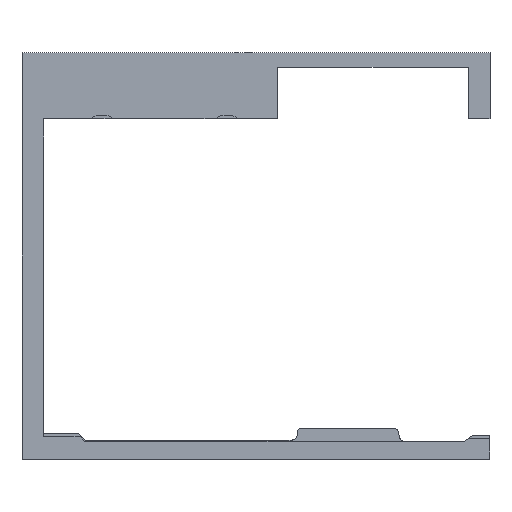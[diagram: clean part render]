
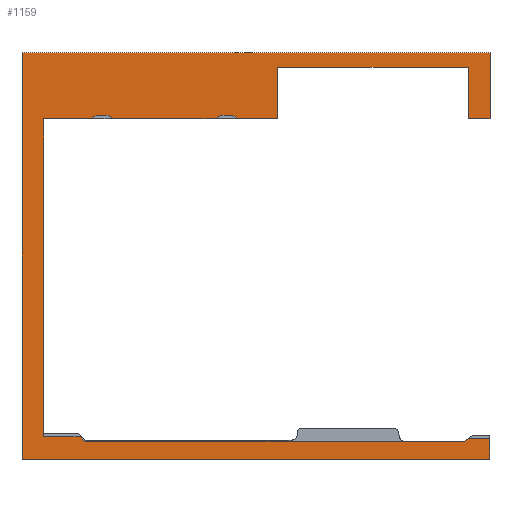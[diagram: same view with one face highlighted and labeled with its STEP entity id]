
A CAD part, front view. The second image highlights one B-rep face of the part: STEP entity #1159.
In plain terms, the highlighted planar face has unit normal (0, -1, 0).
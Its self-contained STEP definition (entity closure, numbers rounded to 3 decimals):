
#27=CIRCLE('',#1246,5.696);
#28=CIRCLE('',#1247,6.509);
#29=CIRCLE('',#1248,5.696);
#30=CIRCLE('',#1249,6.509);
#55=FACE_OUTER_BOUND('',#118,.T.);
#118=EDGE_LOOP('',(#788,#789,#790,#791,#792,#793,#794,#795,#796,#797,#798,
#799,#800,#801,#802,#803,#804,#805,#806,#807,#808,#809,#810,#811,#812,#813,
#814,#815));
#179=LINE('',#1658,#329);
#187=LINE('',#1675,#337);
#192=LINE('',#1685,#342);
#197=LINE('',#1695,#347);
#199=LINE('',#1699,#349);
#200=LINE('',#1700,#350);
#201=LINE('',#1702,#351);
#202=LINE('',#1704,#352);
#203=LINE('',#1706,#353);
#204=LINE('',#1708,#354);
#205=LINE('',#1710,#355);
#206=LINE('',#1712,#356);
#207=LINE('',#1714,#357);
#208=LINE('',#1716,#358);
#209=LINE('',#1720,#359);
#210=LINE('',#1724,#360);
#211=LINE('',#1726,#361);
#212=LINE('',#1728,#362);
#213=LINE('',#1732,#363);
#214=LINE('',#1736,#364);
#215=LINE('',#1738,#365);
#216=LINE('',#1740,#366);
#217=LINE('',#1742,#367);
#218=LINE('',#1743,#368);
#329=VECTOR('',#1332,10.);
#337=VECTOR('',#1342,10.);
#342=VECTOR('',#1351,10.);
#347=VECTOR('',#1360,10.);
#349=VECTOR('',#1364,10.);
#350=VECTOR('',#1365,10.);
#351=VECTOR('',#1366,10.);
#352=VECTOR('',#1367,10.);
#353=VECTOR('',#1368,10.);
#354=VECTOR('',#1369,10.);
#355=VECTOR('',#1370,10.);
#356=VECTOR('',#1371,10.);
#357=VECTOR('',#1372,10.);
#358=VECTOR('',#1373,10.);
#359=VECTOR('',#1376,10.);
#360=VECTOR('',#1379,10.);
#361=VECTOR('',#1380,10.);
#362=VECTOR('',#1381,10.);
#363=VECTOR('',#1384,10.);
#364=VECTOR('',#1387,10.);
#365=VECTOR('',#1388,10.);
#366=VECTOR('',#1389,10.);
#367=VECTOR('',#1390,10.);
#368=VECTOR('',#1391,10.);
#479=VERTEX_POINT('',#1655);
#480=VERTEX_POINT('',#1657);
#487=VERTEX_POINT('',#1672);
#488=VERTEX_POINT('',#1674);
#491=VERTEX_POINT('',#1684);
#494=VERTEX_POINT('',#1694);
#495=VERTEX_POINT('',#1698);
#496=VERTEX_POINT('',#1701);
#497=VERTEX_POINT('',#1703);
#498=VERTEX_POINT('',#1705);
#499=VERTEX_POINT('',#1707);
#500=VERTEX_POINT('',#1709);
#501=VERTEX_POINT('',#1711);
#502=VERTEX_POINT('',#1713);
#503=VERTEX_POINT('',#1715);
#504=VERTEX_POINT('',#1717);
#505=VERTEX_POINT('',#1719);
#506=VERTEX_POINT('',#1721);
#507=VERTEX_POINT('',#1723);
#508=VERTEX_POINT('',#1725);
#509=VERTEX_POINT('',#1727);
#510=VERTEX_POINT('',#1729);
#511=VERTEX_POINT('',#1731);
#512=VERTEX_POINT('',#1733);
#513=VERTEX_POINT('',#1735);
#514=VERTEX_POINT('',#1737);
#515=VERTEX_POINT('',#1739);
#516=VERTEX_POINT('',#1741);
#590=EDGE_CURVE('',#480,#479,#179,.T.);
#598=EDGE_CURVE('',#488,#487,#187,.T.);
#603=EDGE_CURVE('',#488,#491,#192,.T.);
#608=EDGE_CURVE('',#480,#494,#197,.T.);
#610=EDGE_CURVE('',#495,#487,#199,.T.);
#611=EDGE_CURVE('',#494,#495,#200,.T.);
#612=EDGE_CURVE('',#496,#479,#201,.T.);
#613=EDGE_CURVE('',#497,#496,#202,.T.);
#614=EDGE_CURVE('',#498,#497,#203,.T.);
#615=EDGE_CURVE('',#499,#498,#204,.T.);
#616=EDGE_CURVE('',#500,#499,#205,.T.);
#617=EDGE_CURVE('',#501,#500,#206,.T.);
#618=EDGE_CURVE('',#502,#501,#207,.T.);
#619=EDGE_CURVE('',#503,#502,#208,.T.);
#620=EDGE_CURVE('',#504,#503,#27,.T.);
#621=EDGE_CURVE('',#505,#504,#209,.T.);
#622=EDGE_CURVE('',#506,#505,#28,.T.);
#623=EDGE_CURVE('',#507,#506,#210,.T.);
#624=EDGE_CURVE('',#508,#507,#211,.T.);
#625=EDGE_CURVE('',#509,#508,#212,.T.);
#626=EDGE_CURVE('',#510,#509,#29,.T.);
#627=EDGE_CURVE('',#511,#510,#213,.T.);
#628=EDGE_CURVE('',#512,#511,#30,.T.);
#629=EDGE_CURVE('',#513,#512,#214,.T.);
#630=EDGE_CURVE('',#513,#514,#215,.T.);
#631=EDGE_CURVE('',#514,#515,#216,.T.);
#632=EDGE_CURVE('',#515,#516,#217,.T.);
#633=EDGE_CURVE('',#516,#491,#218,.T.);
#788=ORIENTED_EDGE('',*,*,#598,.T.);
#789=ORIENTED_EDGE('',*,*,#610,.F.);
#790=ORIENTED_EDGE('',*,*,#611,.F.);
#791=ORIENTED_EDGE('',*,*,#608,.F.);
#792=ORIENTED_EDGE('',*,*,#590,.T.);
#793=ORIENTED_EDGE('',*,*,#612,.F.);
#794=ORIENTED_EDGE('',*,*,#613,.F.);
#795=ORIENTED_EDGE('',*,*,#614,.F.);
#796=ORIENTED_EDGE('',*,*,#615,.F.);
#797=ORIENTED_EDGE('',*,*,#616,.F.);
#798=ORIENTED_EDGE('',*,*,#617,.F.);
#799=ORIENTED_EDGE('',*,*,#618,.F.);
#800=ORIENTED_EDGE('',*,*,#619,.F.);
#801=ORIENTED_EDGE('',*,*,#620,.F.);
#802=ORIENTED_EDGE('',*,*,#621,.F.);
#803=ORIENTED_EDGE('',*,*,#622,.F.);
#804=ORIENTED_EDGE('',*,*,#623,.F.);
#805=ORIENTED_EDGE('',*,*,#624,.F.);
#806=ORIENTED_EDGE('',*,*,#625,.F.);
#807=ORIENTED_EDGE('',*,*,#626,.F.);
#808=ORIENTED_EDGE('',*,*,#627,.F.);
#809=ORIENTED_EDGE('',*,*,#628,.F.);
#810=ORIENTED_EDGE('',*,*,#629,.F.);
#811=ORIENTED_EDGE('',*,*,#630,.T.);
#812=ORIENTED_EDGE('',*,*,#631,.T.);
#813=ORIENTED_EDGE('',*,*,#632,.T.);
#814=ORIENTED_EDGE('',*,*,#633,.T.);
#815=ORIENTED_EDGE('',*,*,#603,.F.);
#1108=PLANE('',#1245);
#1159=ADVANCED_FACE('',(#55),#1108,.F.);
#1245=AXIS2_PLACEMENT_3D('',#1697,#1362,#1363);
#1246=AXIS2_PLACEMENT_3D('',#1718,#1374,#1375);
#1247=AXIS2_PLACEMENT_3D('',#1722,#1377,#1378);
#1248=AXIS2_PLACEMENT_3D('',#1730,#1382,#1383);
#1249=AXIS2_PLACEMENT_3D('',#1734,#1385,#1386);
#1332=DIRECTION('',(0.,0.,1.));
#1342=DIRECTION('',(0.,0.,1.));
#1351=DIRECTION('',(-1.,0.,0.));
#1360=DIRECTION('',(-1.,0.,0.));
#1362=DIRECTION('center_axis',(0.,1.,0.));
#1363=DIRECTION('ref_axis',(0.,0.,1.));
#1364=DIRECTION('',(1.,0.,0.));
#1365=DIRECTION('',(0.,0.,1.));
#1366=DIRECTION('',(1.,0.,0.));
#1367=DIRECTION('',(0.801,0.,0.599));
#1368=DIRECTION('',(1.,0.,0.));
#1369=DIRECTION('',(0.603,0.,-0.798));
#1370=DIRECTION('',(1.,0.,0.));
#1371=DIRECTION('',(0.,0.,-1.));
#1372=DIRECTION('',(-1.,0.,0.));
#1373=DIRECTION('',(-0.653,0.,-0.757));
#1374=DIRECTION('center_axis',(0.,-1.,0.));
#1375=DIRECTION('ref_axis',(0.659,0.,-0.752));
#1376=DIRECTION('',(-1.,0.,0.));
#1377=DIRECTION('center_axis',(0.,-1.,0.));
#1378=DIRECTION('ref_axis',(-0.217,0.,-0.976));
#1379=DIRECTION('',(-0.757,0.,0.653));
#1380=DIRECTION('',(-1.,0.,0.));
#1381=DIRECTION('',(-0.652,0.,-0.758));
#1382=DIRECTION('center_axis',(0.,-1.,0.));
#1383=DIRECTION('ref_axis',(0.659,0.,-0.752));
#1384=DIRECTION('',(-1.,0.,0.));
#1385=DIRECTION('center_axis',(0.,-1.,0.));
#1386=DIRECTION('ref_axis',(-0.217,0.,-0.976));
#1387=DIRECTION('',(-0.758,0.,0.652));
#1388=DIRECTION('',(1.,0.,0.));
#1389=DIRECTION('',(0.,0.,1.));
#1390=DIRECTION('',(1.,0.,0.));
#1391=DIRECTION('',(0.,0.,-1.));
#1655=CARTESIAN_POINT('',(36.235,0.,-64.587));
#1657=CARTESIAN_POINT('',(36.235,0.,-72.751));
#1658=CARTESIAN_POINT('',(36.235,0.,7.013));
#1672=CARTESIAN_POINT('',(36.235,0.,86.778));
#1674=CARTESIAN_POINT('',(36.235,0.,60.778));
#1675=CARTESIAN_POINT('',(36.235,0.,7.013));
#1684=CARTESIAN_POINT('',(27.735,0.,60.778));
#1685=CARTESIAN_POINT('',(46.461,0.,60.778));
#1694=CARTESIAN_POINT('',(-147.365,0.,-72.751));
#1695=CARTESIAN_POINT('',(156.235,0.,-72.751));
#1697=CARTESIAN_POINT('Origin',(4.435,0.,7.013));
#1698=CARTESIAN_POINT('',(-147.365,0.,86.778));
#1699=CARTESIAN_POINT('',(-147.365,0.,86.778));
#1700=CARTESIAN_POINT('',(-147.365,0.,-72.751));
#1701=CARTESIAN_POINT('',(27.735,0.,-64.587));
#1702=CARTESIAN_POINT('',(27.735,0.,-64.587));
#1703=CARTESIAN_POINT('',(26.235,0.,-65.708));
#1704=CARTESIAN_POINT('',(26.235,0.,-65.708));
#1705=CARTESIAN_POINT('',(-122.836,0.,-65.708));
#1706=CARTESIAN_POINT('',(-122.836,0.,-65.708));
#1707=CARTESIAN_POINT('',(-124.19,0.,-63.915));
#1708=CARTESIAN_POINT('',(-124.19,0.,-63.915));
#1709=CARTESIAN_POINT('',(-138.865,0.,-63.915));
#1710=CARTESIAN_POINT('',(-138.865,0.,-63.915));
#1711=CARTESIAN_POINT('',(-138.865,0.,60.778));
#1712=CARTESIAN_POINT('',(-138.865,0.,60.778));
#1713=CARTESIAN_POINT('',(-120.421,0.,60.778));
#1714=CARTESIAN_POINT('',(-120.421,0.,60.778));
#1715=CARTESIAN_POINT('',(-120.396,0.,60.807));
#1716=CARTESIAN_POINT('',(-120.396,0.,60.807));
#1717=CARTESIAN_POINT('',(-116.827,0.,62.216));
#1718=CARTESIAN_POINT('Origin',(-116.642,0.,56.523));
#1719=CARTESIAN_POINT('',(-114.02,0.,62.216));
#1720=CARTESIAN_POINT('',(-114.02,0.,62.216));
#1721=CARTESIAN_POINT('',(-111.202,0.,60.807));
#1722=CARTESIAN_POINT('Origin',(-115.435,0.,55.863));
#1723=CARTESIAN_POINT('',(-111.168,0.,60.778));
#1724=CARTESIAN_POINT('',(-111.168,0.,60.778));
#1725=CARTESIAN_POINT('',(-71.615,0.,60.778));
#1726=CARTESIAN_POINT('',(-71.615,0.,60.778));
#1727=CARTESIAN_POINT('',(-71.598,0.,60.798));
#1728=CARTESIAN_POINT('',(-71.598,0.,60.798));
#1729=CARTESIAN_POINT('',(-68.029,0.,62.207));
#1730=CARTESIAN_POINT('Origin',(-67.844,0.,56.514));
#1731=CARTESIAN_POINT('',(-65.222,0.,62.207));
#1732=CARTESIAN_POINT('',(-65.222,0.,62.207));
#1733=CARTESIAN_POINT('',(-62.404,0.,60.798));
#1734=CARTESIAN_POINT('Origin',(-66.637,0.,55.853));
#1735=CARTESIAN_POINT('',(-62.38,0.,60.778));
#1736=CARTESIAN_POINT('',(-62.38,0.,60.778));
#1737=CARTESIAN_POINT('',(-47.065,0.,60.778));
#1738=CARTESIAN_POINT('',(-49.065,0.,60.778));
#1739=CARTESIAN_POINT('',(-47.065,0.,80.978));
#1740=CARTESIAN_POINT('',(-47.065,0.,42.996));
#1741=CARTESIAN_POINT('',(27.735,0.,80.978));
#1742=CARTESIAN_POINT('',(15.085,0.,80.978));
#1743=CARTESIAN_POINT('',(27.735,0.,62.778));
